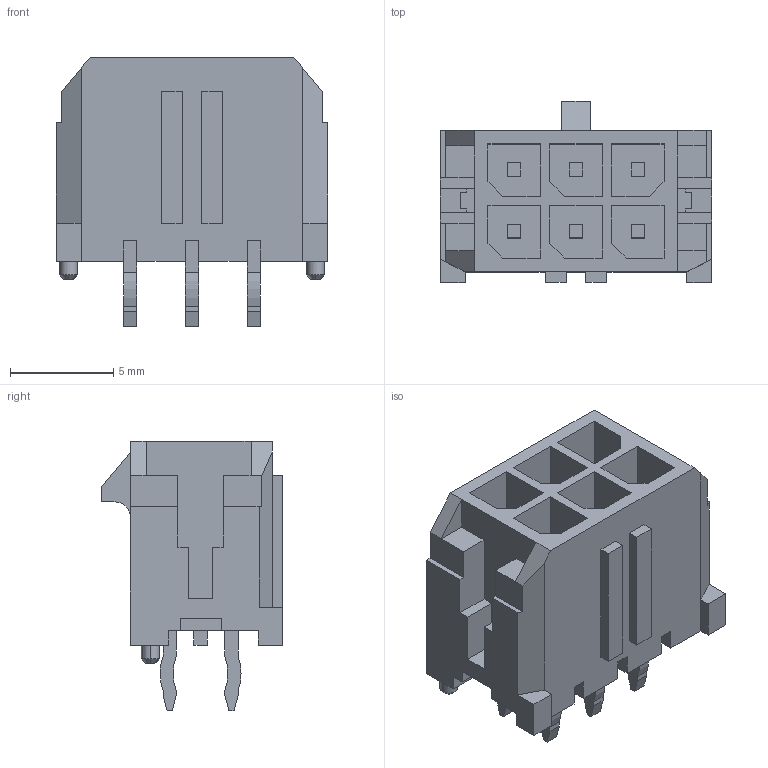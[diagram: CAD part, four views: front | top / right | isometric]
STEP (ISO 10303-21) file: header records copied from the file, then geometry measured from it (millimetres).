
FILE_DESCRIPTION(('STEP AP242'),'1');
FILE_NAME('43045-0614.stp','2021-06-20T11:52:23',('TraceParts'),('TraceParts S.A.'),'Spatial InterOp 3D',' ',' ');
FILE_SCHEMA(('AP242_MANAGED_MODEL_BASED_3D_ENGINEERING_MIM_LF {1 0 10303 442 1 1 4}'));
Length unit declared in the file: millimetre
Products named in the file (1): 43045-0614_1
Bounding box: 13.15 x 8.77 x 13.09 mm (x, y, z)
Volume: 551.6 mm3; surface area: 1178.4 mm2
Topology: 1 solids, 1 shells, 315 faces, 856 edges, 580 vertices
Faces by surface type: plane 290, cylinder 17, cone 8
Entity records: 9718 total; most frequent: CARTESIAN_POINT 1713, ORIENTED_EDGE 1672, DIRECTION 1552, EDGE_CURVE 836, LINE 794, VECTOR 794, VERTEX_POINT 540, AXIS2_PLACEMENT_3D 379
